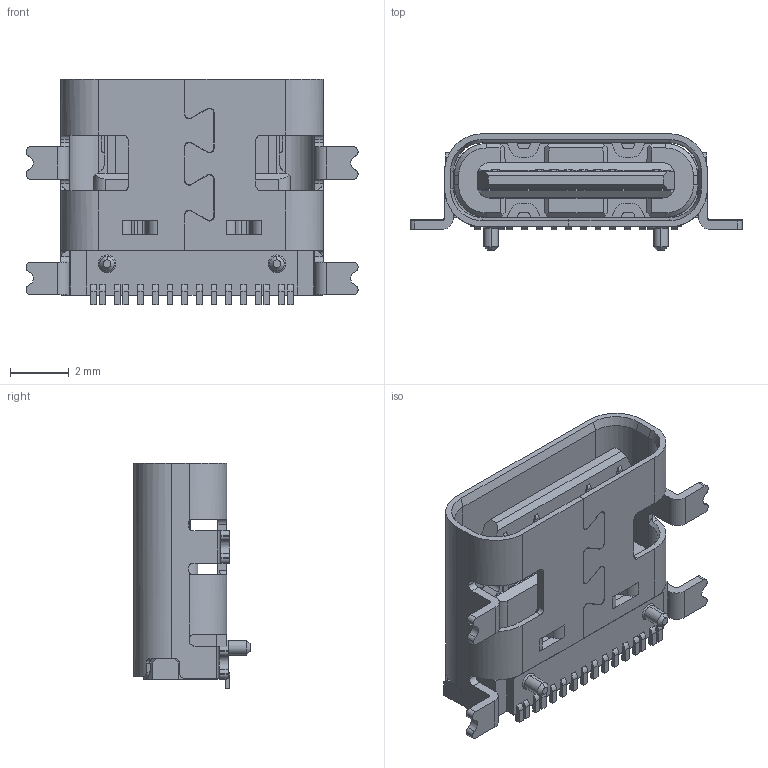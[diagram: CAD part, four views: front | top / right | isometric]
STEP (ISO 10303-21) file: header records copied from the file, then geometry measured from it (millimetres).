
FILE_DESCRIPTION (( 'STEP AP214' ), '1' );
FILE_NAME ('USB4110-GF-A.STEP', '2020-10-10T04:39:36', ( '' ), ( '' ), 'SwSTEP 2.0', 'SolidWorks 2020', '' );
FILE_SCHEMA (( 'AUTOMOTIVE_DESIGN' ));
Length unit declared in the file: millimetre
Products named in the file (3): з壺-嶺扥-情族1.stp; USB4110-GF-A.stp; USB4110-GF-A
Assembly tree (2 placements, depth 3):
  USB4110-GF-A
    USB4110-GF-A.stp
      з壺-嶺扥-情族1.stp
Bounding box: 11.3 x 3.96 x 7.68 mm (x, y, z)
Volume: 115 mm3; surface area: 484.3 mm2
Topology: 1 solids, 1 shells, 768 faces, 2218 edges, 1437 vertices
Faces by surface type: plane 481, cylinder 257, cone 26, bspline 4
Entity records: 31089 total; most frequent: CARTESIAN_POINT 5821, ORIENTED_EDGE 4436, DIRECTION 3877, EDGE_CURVE 2218, LINE 1475, VECTOR 1475, VERTEX_POINT 1437, AXIS2_PLACEMENT_3D 1201
